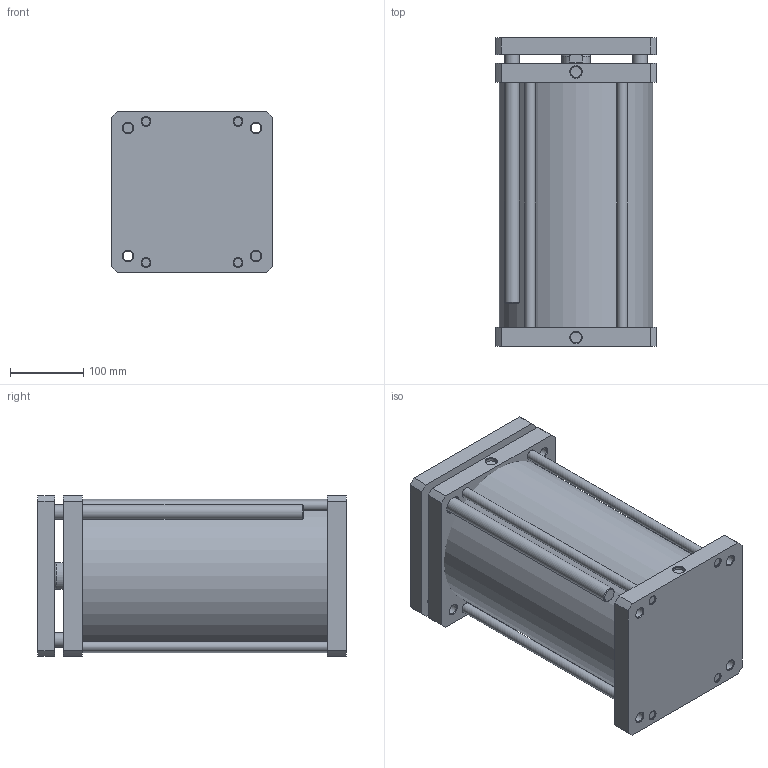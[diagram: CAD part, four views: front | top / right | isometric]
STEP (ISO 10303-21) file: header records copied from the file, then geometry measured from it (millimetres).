
FILE_DESCRIPTION((''),'2;1');
FILE_NAME('KDMA200.300.GS.F.stp','2014-06-26T12:19:22',('carlo.corazza'),(''),'Autodesk Inventor 2012','Autodesk Inventor 2012','');
FILE_SCHEMA(('AUTOMOTIVE_DESIGN { 1 0 10303 214 1 1 1 1 }'));
Length unit declared in the file: millimetre
Products named in the file (8): KDMA200..GS.F; TP; STELO-300; TAA; TIRANTE-300; CORPO-300; STAFFA; COLONNETTE-300
Assembly tree (11 placements, depth 2):
  KDMA200..GS.F
    TP
    STELO-300
    TAA
    TIRANTE-300  x4
    CORPO-300
    STAFFA
    COLONNETTE-300  x2
Bounding box: 220 x 422 x 220 mm (x, y, z)
Volume: 5424324.9 mm3; surface area: 995389.1 mm2
Topology: 11 solids, 11 shells, 313 faces, 730 edges, 462 vertices
Faces by surface type: cone 115, plane 109, cylinder 78, torus 11
Full cylindrical faces by diameter (mm): 8.376 x2, 10.106 x2, 11.835 x8, 12 x2, 13.835 x6, 14 x4, 14.2 x4, 14.95 x2, 16 x2, 17 x2, 17.294 x2, 20 x6, 20.25 x1, 22 x6, 23 x2, 30 x1, 40 x2, 41.2 x1, 44 x1, 46 x1, 50 x1, 200 x1, 210 x1
Entity records: 7990 total; most frequent: CARTESIAN_POINT 1635, DIRECTION 1268, ORIENTED_EDGE 988, AXIS2_PLACEMENT_3D 559, EDGE_LOOP 518, EDGE_CURVE 494, VERTEX_POINT 398, FACE_OUTER_BOUND 290
